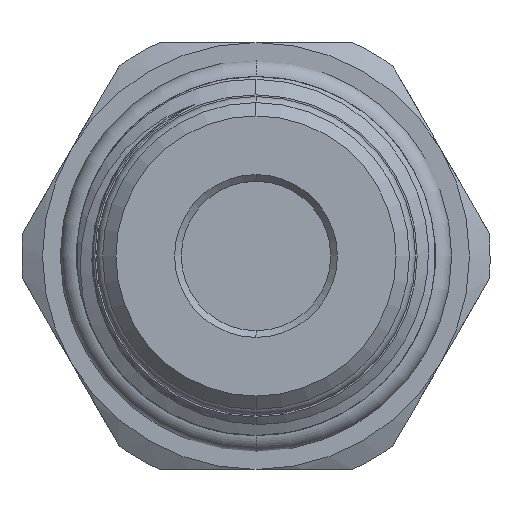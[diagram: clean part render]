
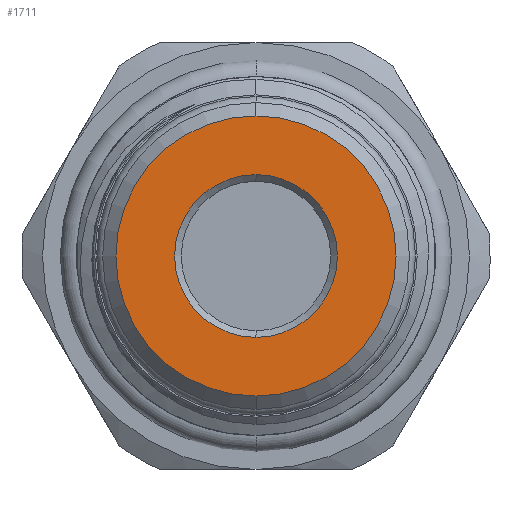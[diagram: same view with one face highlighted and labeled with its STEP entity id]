
A CAD part, left-side view. The second image highlights one B-rep face of the part: STEP entity #1711.
In plain terms, the highlighted planar face has unit normal (-1, 0, 0).
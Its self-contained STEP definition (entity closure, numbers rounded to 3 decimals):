
#98 = EDGE_CURVE ( 'NONE', #7853, #10142, #11786, .T. ) ;
#525 = DIRECTION ( 'NONE',  ( 0., 0., 1. ) ) ;
#943 = CARTESIAN_POINT ( 'NONE',  ( -46.35, 0., 10.5 ) ) ;
#1711 = ADVANCED_FACE ( 'NONE', ( #11000, #6613 ), #2753, .F. ) ;
#1721 = DIRECTION ( 'NONE',  ( 1., 0., 0. ) ) ;
#1809 = AXIS2_PLACEMENT_3D ( 'NONE', #6460, #12443, #525 ) ;
#1953 = AXIS2_PLACEMENT_3D ( 'NONE', #11061, #11973, #4033 ) ;
#2033 = CIRCLE ( 'NONE', #1809, 10.5 ) ;
#2397 = CIRCLE ( 'NONE', #10523, 6.1 ) ;
#2753 = PLANE ( 'NONE',  #7554 ) ;
#2867 = ORIENTED_EDGE ( 'NONE', *, *, #5651, .T. ) ;
#2971 = EDGE_LOOP ( 'NONE', ( #8200, #10649 ) ) ;
#4033 = DIRECTION ( 'NONE',  ( 0., 0., 1. ) ) ;
#5079 = VERTEX_POINT ( 'NONE', #10743 ) ;
#5347 = CARTESIAN_POINT ( 'NONE',  ( -46.35, 0., 0. ) ) ;
#5537 = DIRECTION ( 'NONE',  ( 0., 0., 1. ) ) ;
#5651 = EDGE_CURVE ( 'NONE', #12429, #5079, #6271, .T. ) ;
#6271 = CIRCLE ( 'NONE', #1953, 10.5 ) ;
#6299 = DIRECTION ( 'NONE',  ( 1., 0., 0. ) ) ;
#6313 = AXIS2_PLACEMENT_3D ( 'NONE', #5347, #6299, #11313 ) ;
#6460 = CARTESIAN_POINT ( 'NONE',  ( -46.35, 0., 0. ) ) ;
#6610 = CARTESIAN_POINT ( 'NONE',  ( -46.35, 0., 0. ) ) ;
#6613 = FACE_BOUND ( 'NONE', #2971, .T. ) ;
#6949 = EDGE_CURVE ( 'NONE', #10142, #7853, #2397, .T. ) ;
#7476 = ORIENTED_EDGE ( 'NONE', *, *, #10221, .T. ) ;
#7554 = AXIS2_PLACEMENT_3D ( 'NONE', #11570, #1721, #9698 ) ;
#7853 = VERTEX_POINT ( 'NONE', #12035 ) ;
#8200 = ORIENTED_EDGE ( 'NONE', *, *, #6949, .T. ) ;
#9698 = DIRECTION ( 'NONE',  ( 0., 0., 1. ) ) ;
#10142 = VERTEX_POINT ( 'NONE', #10510 ) ;
#10213 = EDGE_LOOP ( 'NONE', ( #2867, #7476 ) ) ;
#10221 = EDGE_CURVE ( 'NONE', #5079, #12429, #2033, .T. ) ;
#10498 = DIRECTION ( 'NONE',  ( 1., 0., 0. ) ) ;
#10510 = CARTESIAN_POINT ( 'NONE',  ( -46.35, 0., -6.1 ) ) ;
#10523 = AXIS2_PLACEMENT_3D ( 'NONE', #6610, #10498, #5537 ) ;
#10649 = ORIENTED_EDGE ( 'NONE', *, *, #98, .T. ) ;
#10743 = CARTESIAN_POINT ( 'NONE',  ( -46.35, 0., -10.5 ) ) ;
#11000 = FACE_OUTER_BOUND ( 'NONE', #10213, .T. ) ;
#11061 = CARTESIAN_POINT ( 'NONE',  ( -46.35, 0., 0. ) ) ;
#11313 = DIRECTION ( 'NONE',  ( 0., 0., 1. ) ) ;
#11570 = CARTESIAN_POINT ( 'NONE',  ( -46.35, 0., 0. ) ) ;
#11786 = CIRCLE ( 'NONE', #6313, 6.1 ) ;
#11973 = DIRECTION ( 'NONE',  ( -1., 0., 0. ) ) ;
#12035 = CARTESIAN_POINT ( 'NONE',  ( -46.35, 0., 6.1 ) ) ;
#12429 = VERTEX_POINT ( 'NONE', #943 ) ;
#12443 = DIRECTION ( 'NONE',  ( -1., 0., 0. ) ) ;
